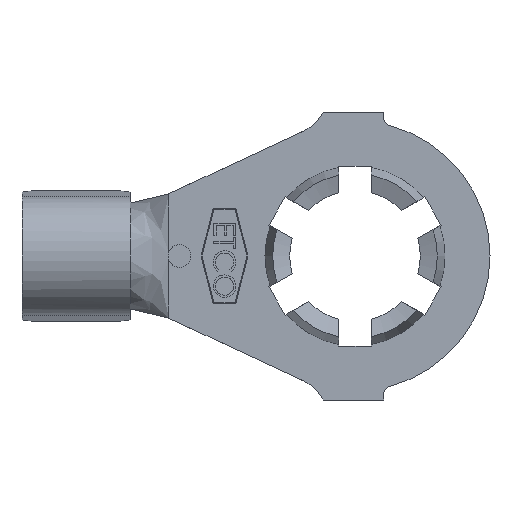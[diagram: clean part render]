
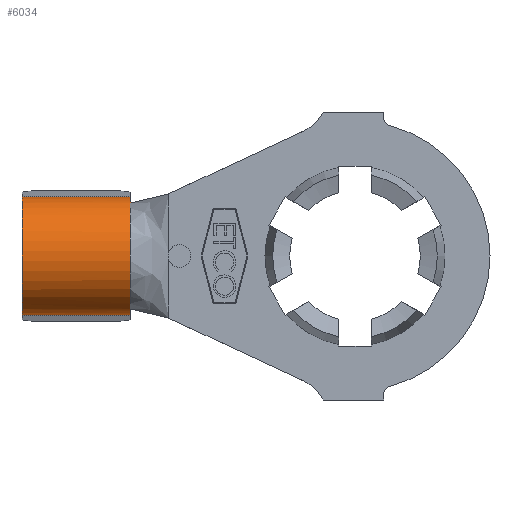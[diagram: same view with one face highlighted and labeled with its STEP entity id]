
A CAD part, front view. The second image highlights one B-rep face of the part: STEP entity #6034.
In plain terms, the highlighted cylindrical face has radius 1.676 mm (diameter 3.353 mm), a partial arc.
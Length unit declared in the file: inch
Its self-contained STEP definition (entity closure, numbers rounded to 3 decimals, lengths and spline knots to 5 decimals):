
#43 = CYLINDRICAL_SURFACE ( 'NONE', #4926, 0.066 ) ;
#75 = DIRECTION ( 'NONE',  ( 0., 0., -1. ) ) ;
#118 = B_SPLINE_CURVE_WITH_KNOTS ( 'NONE', 3,
 ( #3025, #6256, #7292, #4129, #598, #4674 ),
 .UNSPECIFIED., .F., .F.,
 ( 4, 2, 4 ),
 ( 0.00005, 0.0002, 0.00034 ),
 .UNSPECIFIED. ) ;
#164 = CARTESIAN_POINT ( 'NONE',  ( -0.37, 0.05868, -0.06559 ) ) ;
#178 = DIRECTION ( 'NONE',  ( 0., 0., -1. ) ) ;
#202 = DIRECTION ( 'NONE',  ( 0., 0., -1. ) ) ;
#259 = CIRCLE ( 'NONE', #4939, 0.066 ) ;
#311 = CARTESIAN_POINT ( 'NONE',  ( -0.25, 0.04131, 0.06121 ) ) ;
#449 = VECTOR ( 'NONE', #1398, 39.37008 ) ;
#539 = CARTESIAN_POINT ( 'NONE',  ( -0.25, 0.03587, -0.05872 ) ) ;
#568 = VERTEX_POINT ( 'NONE', #7181 ) ;
#598 = CARTESIAN_POINT ( 'NONE',  ( -0.25, 0.03952, -0.06049 ) ) ;
#623 = DIRECTION ( 'NONE',  ( 0., 0., -1. ) ) ;
#704 = DIRECTION ( 'NONE',  ( 1., 0., 0. ) ) ;
#716 = B_SPLINE_CURVE_WITH_KNOTS ( 'NONE', 3,
 ( #311, #928, #1539, #5492, #2130, #6038 ),
 .UNSPECIFIED., .F., .F.,
 ( 4, 2, 4 ),
 ( 0.0013, 0.00145, 0.00159 ),
 .UNSPECIFIED. ) ;
#723 = CARTESIAN_POINT ( 'NONE',  ( -0.25, 0.04131, 0.06121 ) ) ;
#928 = CARTESIAN_POINT ( 'NONE',  ( -0.25, 0.03953, 0.06049 ) ) ;
#1153 = CARTESIAN_POINT ( 'NONE',  ( -0.24624, 0.03388, -0.05767 ) ) ;
#1185 = ORIENTED_EDGE ( 'NONE', *, *, #6305, .F. ) ;
#1398 = DIRECTION ( 'NONE',  ( 1., 0., 0. ) ) ;
#1539 = CARTESIAN_POINT ( 'NONE',  ( -0.24947, 0.03781, 0.0597 ) ) ;
#1661 = ORIENTED_EDGE ( 'NONE', *, *, #6582, .T. ) ;
#1851 = ORIENTED_EDGE ( 'NONE', *, *, #6041, .F. ) ;
#1977 = DIRECTION ( 'NONE',  ( 1., 0., 0. ) ) ;
#1990 = ORIENTED_EDGE ( 'NONE', *, *, #6226, .F. ) ;
#2058 = LINE ( 'NONE', #164, #449 ) ;
#2118 = VERTEX_POINT ( 'NONE', #7263 ) ;
#2129 = VERTEX_POINT ( 'NONE', #7116 ) ;
#2130 = CARTESIAN_POINT ( 'NONE',  ( -0.24596, 0.03377, 0.0576 ) ) ;
#2136 = VERTEX_POINT ( 'NONE', #6991 ) ;
#2245 = VERTEX_POINT ( 'NONE', #2852 ) ;
#2263 = VECTOR ( 'NONE', #704, 39.37008 ) ;
#2355 = CARTESIAN_POINT ( 'NONE',  ( -0.24815, 0.03483, -0.05819 ) ) ;
#2379 = B_SPLINE_CURVE_WITH_KNOTS ( 'NONE', 3,
 ( #539, #2355, #1153, #5162 ),
 .UNSPECIFIED., .F., .F.,
 ( 4, 4 ),
 ( 0.00042, 0.00059 ),
 .UNSPECIFIED. ) ;
#2626 = DIRECTION ( 'NONE',  ( 1., 0., 0. ) ) ;
#2724 = VERTEX_POINT ( 'NONE', #4912 ) ;
#2734 = CARTESIAN_POINT ( 'NONE',  ( -0.25, 0.03587, -0.05872 ) ) ;
#2758 = ORIENTED_EDGE ( 'NONE', *, *, #4390, .F. ) ;
#2768 = CIRCLE ( 'NONE', #4811, 0.066 ) ;
#2805 = ORIENTED_EDGE ( 'NONE', *, *, #6324, .F. ) ;
#2852 = CARTESIAN_POINT ( 'NONE',  ( -0.37, 0.05868, -0.06559 ) ) ;
#2921 = ORIENTED_EDGE ( 'NONE', *, *, #6121, .F. ) ;
#3025 = CARTESIAN_POINT ( 'NONE',  ( -0.24423, 0.03307, -0.0572 ) ) ;
#3113 = CARTESIAN_POINT ( 'NONE',  ( -0.37, 0.05868, 0.06559 ) ) ;
#3175 = CARTESIAN_POINT ( 'NONE',  ( -0.24423, 0.03307, 0.0572 ) ) ;
#3196 = CARTESIAN_POINT ( 'NONE',  ( -0.25, 0.03587, 0.05872 ) ) ;
#3631 = CIRCLE ( 'NONE', #4587, 0.066 ) ;
#3671 = DIRECTION ( 'NONE',  ( 1., 0., 0. ) ) ;
#3681 = VERTEX_POINT ( 'NONE', #723 ) ;
#3781 = DIRECTION ( 'NONE',  ( 1., 0., 0. ) ) ;
#3806 = LINE ( 'NONE', #3113, #2263 ) ;
#3962 = ORIENTED_EDGE ( 'NONE', *, *, #5987, .F. ) ;
#4129 = CARTESIAN_POINT ( 'NONE',  ( -0.24946, 0.0378, -0.0597 ) ) ;
#4144 = CARTESIAN_POINT ( 'NONE',  ( -0.24423, 0.03307, 0.0572 ) ) ;
#4147 = DIRECTION ( 'NONE',  ( 1., 0., 0. ) ) ;
#4214 = EDGE_CURVE ( 'NONE', #3681, #5275, #716, .T. ) ;
#4390 = EDGE_CURVE ( 'NONE', #568, #4596, #118, .T. ) ;
#4587 = AXIS2_PLACEMENT_3D ( 'NONE', #5883, #2626, #6419 ) ;
#4596 = VERTEX_POINT ( 'NONE', #4824 ) ;
#4674 = CARTESIAN_POINT ( 'NONE',  ( -0.25, 0.04131, -0.06121 ) ) ;
#4703 = AXIS2_PLACEMENT_3D ( 'NONE', #6860, #3671, #75 ) ;
#4733 = FACE_OUTER_BOUND ( 'NONE', #6048, .T. ) ;
#4811 = AXIS2_PLACEMENT_3D ( 'NONE', #7311, #4147, #623 ) ;
#4824 = CARTESIAN_POINT ( 'NONE',  ( -0.25, 0.04131, -0.06121 ) ) ;
#4830 = CARTESIAN_POINT ( 'NONE',  ( -0.24624, 0.03388, 0.05767 ) ) ;
#4853 = CARTESIAN_POINT ( 'NONE',  ( -0.37, 0.066, 0. ) ) ;
#4912 = CARTESIAN_POINT ( 'NONE',  ( -0.25, 0.03587, 0.05872 ) ) ;
#4926 = AXIS2_PLACEMENT_3D ( 'NONE', #4853, #1977, #178 ) ;
#4939 = AXIS2_PLACEMENT_3D ( 'NONE', #6964, #3781, #202 ) ;
#5022 = ORIENTED_EDGE ( 'NONE', *, *, #4214, .F. ) ;
#5162 = CARTESIAN_POINT ( 'NONE',  ( -0.24423, 0.03307, -0.0572 ) ) ;
#5275 = VERTEX_POINT ( 'NONE', #4144 ) ;
#5319 = CIRCLE ( 'NONE', #4703, 0.066 ) ;
#5492 = CARTESIAN_POINT ( 'NONE',  ( -0.24743, 0.0349, 0.05824 ) ) ;
#5883 = CARTESIAN_POINT ( 'NONE',  ( -0.37, 0.066, 0. ) ) ;
#5987 = EDGE_CURVE ( 'NONE', #5275, #2724, #6218, .T. ) ;
#6034 = ADVANCED_FACE ( 'NONE', ( #4733 ), #43, .T. ) ;
#6038 = CARTESIAN_POINT ( 'NONE',  ( -0.24423, 0.03307, 0.0572 ) ) ;
#6041 = EDGE_CURVE ( 'NONE', #2724, #6751, #259, .T. ) ;
#6048 = EDGE_LOOP ( 'NONE', ( #1990, #2805, #6770, #1661, #1185, #2758, #2921, #1851, #3962, #5022 ) ) ;
#6121 = EDGE_CURVE ( 'NONE', #6751, #568, #2379, .T. ) ;
#6218 = B_SPLINE_CURVE_WITH_KNOTS ( 'NONE', 3,
 ( #3175, #4830, #6432, #3196 ),
 .UNSPECIFIED., .F., .F.,
 ( 4, 4 ),
 ( 0., 0.00017 ),
 .UNSPECIFIED. ) ;
#6226 = EDGE_CURVE ( 'NONE', #2129, #3681, #2768, .T. ) ;
#6256 = CARTESIAN_POINT ( 'NONE',  ( -0.24595, 0.03377, -0.0576 ) ) ;
#6305 = EDGE_CURVE ( 'NONE', #4596, #2118, #5319, .T. ) ;
#6324 = EDGE_CURVE ( 'NONE', #2136, #2129, #3806, .T. ) ;
#6419 = DIRECTION ( 'NONE',  ( 0., 0., -1. ) ) ;
#6432 = CARTESIAN_POINT ( 'NONE',  ( -0.24815, 0.03483, 0.05819 ) ) ;
#6511 = EDGE_CURVE ( 'NONE', #2136, #2245, #3631, .T. ) ;
#6582 = EDGE_CURVE ( 'NONE', #2245, #2118, #2058, .T. ) ;
#6751 = VERTEX_POINT ( 'NONE', #2734 ) ;
#6770 = ORIENTED_EDGE ( 'NONE', *, *, #6511, .T. ) ;
#6860 = CARTESIAN_POINT ( 'NONE',  ( -0.25, 0.066, 0. ) ) ;
#6964 = CARTESIAN_POINT ( 'NONE',  ( -0.25, 0.066, 0. ) ) ;
#6991 = CARTESIAN_POINT ( 'NONE',  ( -0.37, 0.05868, 0.06559 ) ) ;
#7116 = CARTESIAN_POINT ( 'NONE',  ( -0.25, 0.05868, 0.06559 ) ) ;
#7181 = CARTESIAN_POINT ( 'NONE',  ( -0.24423, 0.03307, -0.0572 ) ) ;
#7263 = CARTESIAN_POINT ( 'NONE',  ( -0.25, 0.05868, -0.06559 ) ) ;
#7292 = CARTESIAN_POINT ( 'NONE',  ( -0.24745, 0.03492, -0.05825 ) ) ;
#7311 = CARTESIAN_POINT ( 'NONE',  ( -0.25, 0.066, 0. ) ) ;
